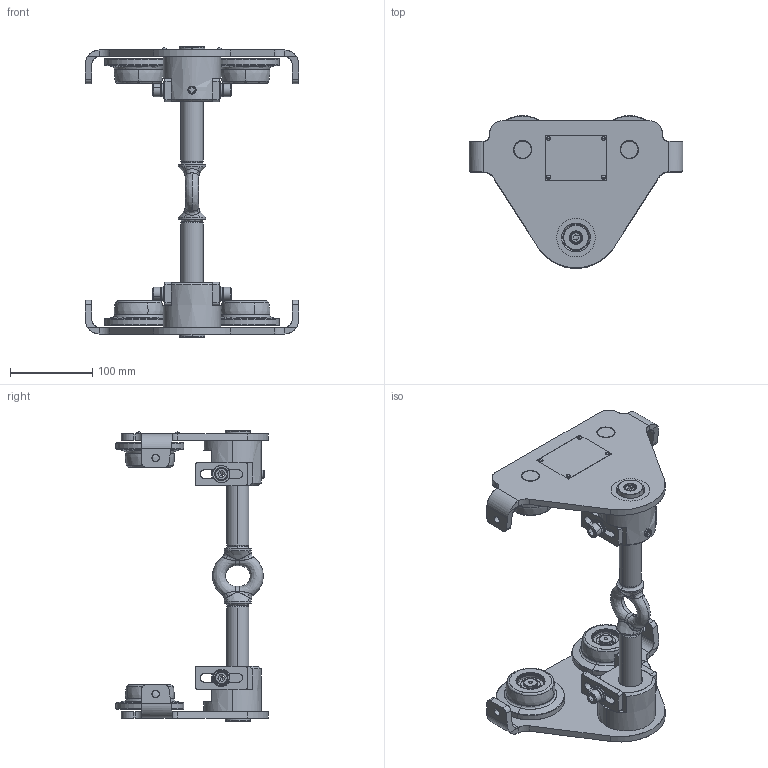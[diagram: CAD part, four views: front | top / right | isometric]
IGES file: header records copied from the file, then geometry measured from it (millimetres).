
Start section: SolidWorks IGES file using analytic representation for surfaces
Global section: file name: 05148305 HTP-B 500.IGS; native system: SolidWorks 2015; preprocessor: SolidWorks 2015; author: sawwu; date: 180117.082127; units: millimetre
Bounding box: 260 x 185.5 x 354 mm (x, y, z)
Surface area: 298326.2 mm2 (no closed solid volume)
Topology: 0 solids, 0 shells, 628 faces, 9800 edges, 9792 vertices
Faces by surface type: revolution 354, bspline 274
